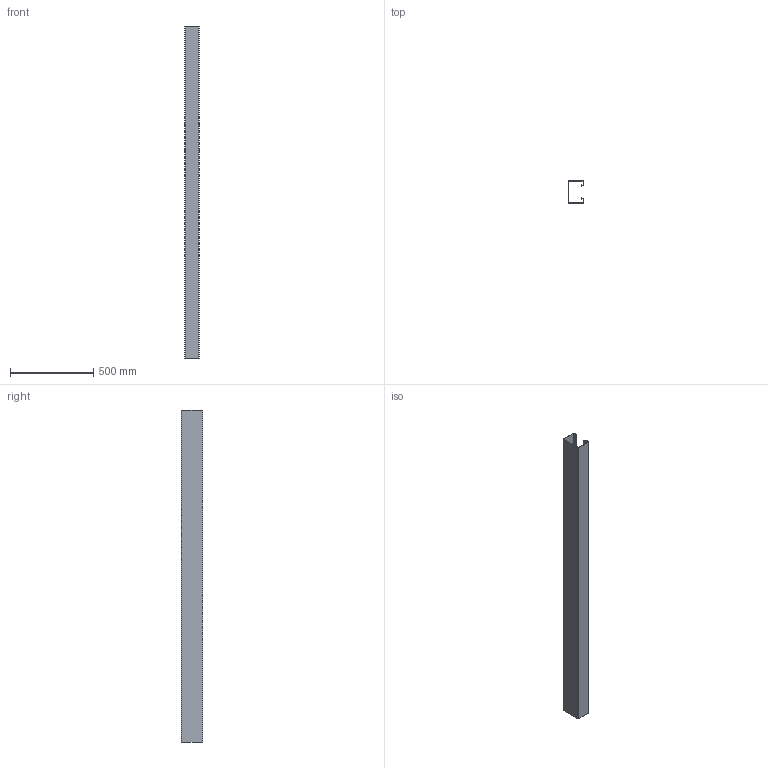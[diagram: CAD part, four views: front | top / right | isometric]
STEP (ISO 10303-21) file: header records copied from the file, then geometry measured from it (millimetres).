
FILE_DESCRIPTION (( 'STEP AP214' ), '1' );
FILE_NAME ('6276900.stp', '2016-06-20T11:34:28', ( '' ), ( '' ), 'SwSTEP 2.0', 'SolidWorks 2014', '' );
FILE_SCHEMA (( 'AUTOMOTIVE_DESIGN' ));
Length unit declared in the file: millimetre
Products named in the file (1): 6276900
Bounding box: 90 x 130 x 2000 mm (x, y, z)
Volume: 1547470.4 mm3; surface area: 1542874.2 mm2
Topology: 1 solids, 1 shells, 54 faces, 156 edges, 104 vertices
Faces by surface type: plane 30, cylinder 24
Entity records: 1822 total; most frequent: CARTESIAN_POINT 315, DIRECTION 314, ORIENTED_EDGE 312, EDGE_CURVE 156, LINE 108, VECTOR 108, VERTEX_POINT 104, AXIS2_PLACEMENT_3D 103
